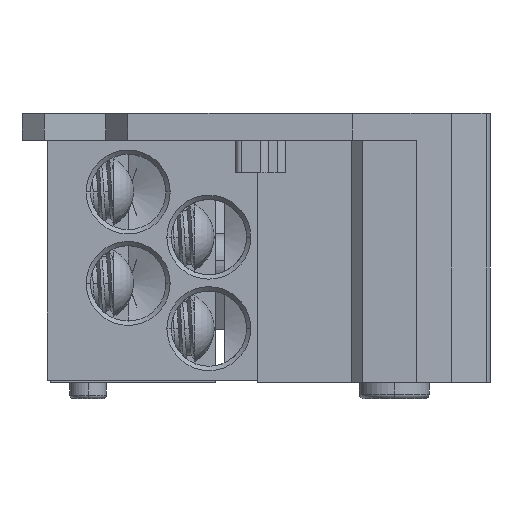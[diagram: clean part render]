
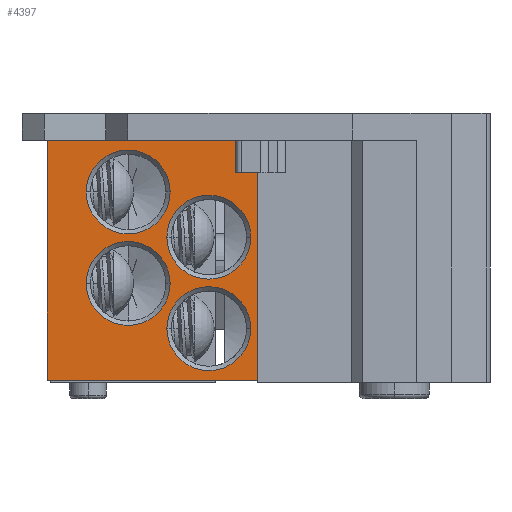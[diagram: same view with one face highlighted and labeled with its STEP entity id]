
A CAD part, left-side view. The second image highlights one B-rep face of the part: STEP entity #4397.
In plain terms, the highlighted planar face has unit normal (-1, 0, 0).
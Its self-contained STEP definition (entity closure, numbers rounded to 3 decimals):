
#1=DIRECTION('',(0.,-1.,0.));
#2=VECTOR('',#1,19.5);
#3=CARTESIAN_POINT('',(-3.261,19.5,0.));
#4=LINE('',#3,#2);
#33=DIRECTION('',(0.,0.,1.));
#34=VECTOR('',#33,22.3);
#35=CARTESIAN_POINT('',(-3.261,19.5,0.));
#36=LINE('',#35,#34);
#37=DIRECTION('',(0.,-1.,0.));
#38=VECTOR('',#37,19.5);
#39=CARTESIAN_POINT('',(-3.261,19.5,22.3));
#40=LINE('',#39,#38);
#41=CARTESIAN_POINT('',(-3.261,4.5,4.8));
#42=DIRECTION('',(-1.,0.,0.));
#43=DIRECTION('',(0.,1.,0.));
#44=AXIS2_PLACEMENT_3D('',#41,#42,#43);
#46=CARTESIAN_POINT('',(-3.261,4.5,4.8));
#47=DIRECTION('',(-1.,0.,0.));
#48=DIRECTION('',(0.,0.,-1.));
#49=AXIS2_PLACEMENT_3D('',#46,#47,#48);
#51=CARTESIAN_POINT('',(-3.261,4.5,4.8));
#52=DIRECTION('',(-1.,0.,0.));
#53=DIRECTION('',(0.,-1.,0.));
#54=AXIS2_PLACEMENT_3D('',#51,#52,#53);
#56=CARTESIAN_POINT('',(-3.261,4.5,4.8));
#57=DIRECTION('',(-1.,0.,0.));
#58=DIRECTION('',(0.,0.,1.));
#59=AXIS2_PLACEMENT_3D('',#56,#57,#58);
#61=CARTESIAN_POINT('',(-3.261,12.,9.));
#62=DIRECTION('',(-1.,0.,0.));
#63=DIRECTION('',(0.,1.,0.));
#64=AXIS2_PLACEMENT_3D('',#61,#62,#63);
#66=CARTESIAN_POINT('',(-3.261,12.,9.));
#67=DIRECTION('',(-1.,0.,0.));
#68=DIRECTION('',(0.,0.,-1.));
#69=AXIS2_PLACEMENT_3D('',#66,#67,#68);
#71=CARTESIAN_POINT('',(-3.261,12.,9.));
#72=DIRECTION('',(-1.,0.,0.));
#73=DIRECTION('',(0.,-1.,0.));
#74=AXIS2_PLACEMENT_3D('',#71,#72,#73);
#76=CARTESIAN_POINT('',(-3.261,12.,9.));
#77=DIRECTION('',(-1.,0.,0.));
#78=DIRECTION('',(0.,0.,1.));
#79=AXIS2_PLACEMENT_3D('',#76,#77,#78);
#81=CARTESIAN_POINT('',(-3.261,4.5,13.3));
#82=DIRECTION('',(-1.,0.,0.));
#83=DIRECTION('',(0.,-1.,0.));
#84=AXIS2_PLACEMENT_3D('',#81,#82,#83);
#86=CARTESIAN_POINT('',(-3.261,4.5,13.3));
#87=DIRECTION('',(-1.,0.,0.));
#88=DIRECTION('',(0.,0.,1.));
#89=AXIS2_PLACEMENT_3D('',#86,#87,#88);
#91=CARTESIAN_POINT('',(-3.261,4.5,13.3));
#92=DIRECTION('',(-1.,0.,0.));
#93=DIRECTION('',(0.,1.,0.));
#94=AXIS2_PLACEMENT_3D('',#91,#92,#93);
#96=CARTESIAN_POINT('',(-3.261,4.5,13.3));
#97=DIRECTION('',(-1.,0.,0.));
#98=DIRECTION('',(0.,0.,-1.));
#99=AXIS2_PLACEMENT_3D('',#96,#97,#98);
#101=CARTESIAN_POINT('',(-3.261,12.,17.5));
#102=DIRECTION('',(-1.,0.,0.));
#103=DIRECTION('',(0.,-1.,0.));
#104=AXIS2_PLACEMENT_3D('',#101,#102,#103);
#106=CARTESIAN_POINT('',(-3.261,12.,17.5));
#107=DIRECTION('',(-1.,0.,0.));
#108=DIRECTION('',(0.,0.,1.));
#109=AXIS2_PLACEMENT_3D('',#106,#107,#108);
#111=CARTESIAN_POINT('',(-3.261,12.,17.5));
#112=DIRECTION('',(-1.,0.,0.));
#113=DIRECTION('',(0.,1.,0.));
#114=AXIS2_PLACEMENT_3D('',#111,#112,#113);
#116=CARTESIAN_POINT('',(-3.261,12.,17.5));
#117=DIRECTION('',(-1.,0.,0.));
#118=DIRECTION('',(0.,0.,-1.));
#119=AXIS2_PLACEMENT_3D('',#116,#117,#118);
#1437=DIRECTION('',(0.,0.,1.));
#1438=VECTOR('',#1437,22.3);
#1439=CARTESIAN_POINT('',(-3.261,0.,0.));
#1440=LINE('',#1439,#1438);
#3909=CARTESIAN_POINT('',(-3.261,19.5,0.));
#3910=CARTESIAN_POINT('',(-3.261,0.,0.));
#3911=VERTEX_POINT('',#3909);
#3912=VERTEX_POINT('',#3910);
#3925=CARTESIAN_POINT('',(-3.261,19.5,22.3));
#3926=VERTEX_POINT('',#3925);
#3927=CARTESIAN_POINT('',(-3.261,0.,22.3));
#3928=VERTEX_POINT('',#3927);
#3929=CARTESIAN_POINT('',(-3.261,8.4,4.8));
#3930=CARTESIAN_POINT('',(-3.261,4.5,0.9));
#3931=VERTEX_POINT('',#3929);
#3932=VERTEX_POINT('',#3930);
#3933=CARTESIAN_POINT('',(-3.261,0.6,4.8));
#3934=VERTEX_POINT('',#3933);
#3935=CARTESIAN_POINT('',(-3.261,4.5,8.7));
#3936=VERTEX_POINT('',#3935);
#3937=CARTESIAN_POINT('',(-3.261,15.9,9.));
#3938=CARTESIAN_POINT('',(-3.261,12.,5.1));
#3939=VERTEX_POINT('',#3937);
#3940=VERTEX_POINT('',#3938);
#3941=CARTESIAN_POINT('',(-3.261,8.1,9.));
#3942=VERTEX_POINT('',#3941);
#3943=CARTESIAN_POINT('',(-3.261,12.,12.9));
#3944=VERTEX_POINT('',#3943);
#3945=CARTESIAN_POINT('',(-3.261,0.6,13.3));
#3946=CARTESIAN_POINT('',(-3.261,4.5,17.2));
#3947=VERTEX_POINT('',#3945);
#3948=VERTEX_POINT('',#3946);
#3949=CARTESIAN_POINT('',(-3.261,8.4,13.3));
#3950=VERTEX_POINT('',#3949);
#3951=CARTESIAN_POINT('',(-3.261,4.5,9.4));
#3952=VERTEX_POINT('',#3951);
#3953=CARTESIAN_POINT('',(-3.261,8.1,17.5));
#3954=CARTESIAN_POINT('',(-3.261,12.,21.4));
#3955=VERTEX_POINT('',#3953);
#3956=VERTEX_POINT('',#3954);
#3957=CARTESIAN_POINT('',(-3.261,15.9,17.5));
#3958=VERTEX_POINT('',#3957);
#3959=CARTESIAN_POINT('',(-3.261,12.,13.6));
#3960=VERTEX_POINT('',#3959);
#4343=CARTESIAN_POINT('',(-3.261,19.5,0.));
#4344=DIRECTION('',(-1.,0.,0.));
#4345=DIRECTION('',(0.,-1.,0.));
#4346=AXIS2_PLACEMENT_3D('',#4343,#4344,#4345);
#4347=PLANE('',#4346);
#4348=ORIENTED_EDGE('',*,*,#4324,.F.);
#4350=ORIENTED_EDGE('',*,*,#4349,.T.);
#4352=ORIENTED_EDGE('',*,*,#4351,.T.);
#4354=ORIENTED_EDGE('',*,*,#4353,.F.);
#4355=EDGE_LOOP('',(#4348,#4350,#4352,#4354));
#4356=FACE_OUTER_BOUND('',#4355,.F.);
#4358=ORIENTED_EDGE('',*,*,#4357,.T.);
#4360=ORIENTED_EDGE('',*,*,#4359,.T.);
#4362=ORIENTED_EDGE('',*,*,#4361,.T.);
#4364=ORIENTED_EDGE('',*,*,#4363,.T.);
#4365=EDGE_LOOP('',(#4358,#4360,#4362,#4364));
#4366=FACE_BOUND('',#4365,.F.);
#4368=ORIENTED_EDGE('',*,*,#4367,.T.);
#4370=ORIENTED_EDGE('',*,*,#4369,.T.);
#4372=ORIENTED_EDGE('',*,*,#4371,.T.);
#4374=ORIENTED_EDGE('',*,*,#4373,.T.);
#4375=EDGE_LOOP('',(#4368,#4370,#4372,#4374));
#4376=FACE_BOUND('',#4375,.F.);
#4378=ORIENTED_EDGE('',*,*,#4377,.T.);
#4380=ORIENTED_EDGE('',*,*,#4379,.T.);
#4382=ORIENTED_EDGE('',*,*,#4381,.T.);
#4384=ORIENTED_EDGE('',*,*,#4383,.T.);
#4385=EDGE_LOOP('',(#4378,#4380,#4382,#4384));
#4386=FACE_BOUND('',#4385,.F.);
#4388=ORIENTED_EDGE('',*,*,#4387,.T.);
#4390=ORIENTED_EDGE('',*,*,#4389,.T.);
#4392=ORIENTED_EDGE('',*,*,#4391,.T.);
#4394=ORIENTED_EDGE('',*,*,#4393,.T.);
#4395=EDGE_LOOP('',(#4388,#4390,#4392,#4394));
#4396=FACE_BOUND('',#4395,.F.);
#4397=ADVANCED_FACE('',(#4356,#4366,#4376,#4386,#4396),#4347,.T.);
#45=CIRCLE('',#44,3.9);
#50=CIRCLE('',#49,3.9);
#55=CIRCLE('',#54,3.9);
#60=CIRCLE('',#59,3.9);
#65=CIRCLE('',#64,3.9);
#70=CIRCLE('',#69,3.9);
#75=CIRCLE('',#74,3.9);
#80=CIRCLE('',#79,3.9);
#85=CIRCLE('',#84,3.9);
#90=CIRCLE('',#89,3.9);
#95=CIRCLE('',#94,3.9);
#100=CIRCLE('',#99,3.9);
#105=CIRCLE('',#104,3.9);
#110=CIRCLE('',#109,3.9);
#115=CIRCLE('',#114,3.9);
#120=CIRCLE('',#119,3.9);
#4324=EDGE_CURVE('',#3911,#3912,#4,.T.);
#4349=EDGE_CURVE('',#3911,#3926,#36,.T.);
#4351=EDGE_CURVE('',#3926,#3928,#40,.T.);
#4353=EDGE_CURVE('',#3912,#3928,#1440,.T.);
#4357=EDGE_CURVE('',#3931,#3932,#45,.T.);
#4359=EDGE_CURVE('',#3932,#3934,#50,.T.);
#4361=EDGE_CURVE('',#3934,#3936,#55,.T.);
#4363=EDGE_CURVE('',#3936,#3931,#60,.T.);
#4367=EDGE_CURVE('',#3939,#3940,#65,.T.);
#4369=EDGE_CURVE('',#3940,#3942,#70,.T.);
#4371=EDGE_CURVE('',#3942,#3944,#75,.T.);
#4373=EDGE_CURVE('',#3944,#3939,#80,.T.);
#4377=EDGE_CURVE('',#3947,#3948,#85,.T.);
#4379=EDGE_CURVE('',#3948,#3950,#90,.T.);
#4381=EDGE_CURVE('',#3950,#3952,#95,.T.);
#4383=EDGE_CURVE('',#3952,#3947,#100,.T.);
#4387=EDGE_CURVE('',#3955,#3956,#105,.T.);
#4389=EDGE_CURVE('',#3956,#3958,#110,.T.);
#4391=EDGE_CURVE('',#3958,#3960,#115,.T.);
#4393=EDGE_CURVE('',#3960,#3955,#120,.T.);
